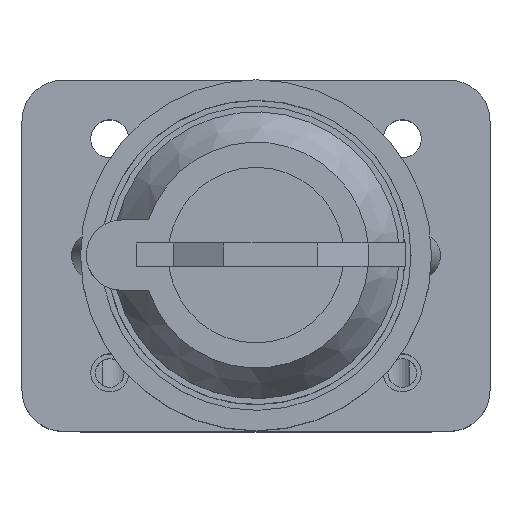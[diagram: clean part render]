
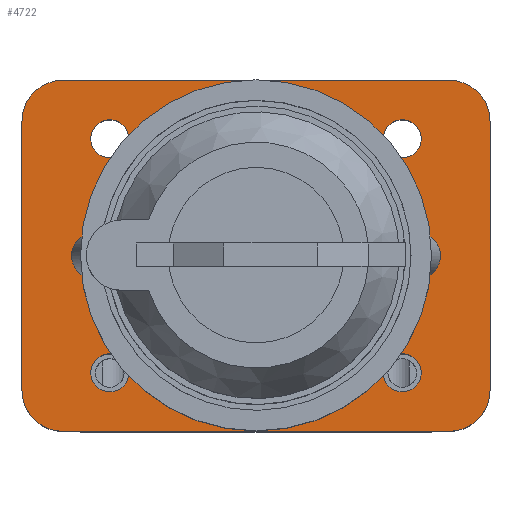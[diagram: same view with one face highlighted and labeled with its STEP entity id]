
A CAD part, top view. The second image highlights one B-rep face of the part: STEP entity #4722.
In plain terms, the highlighted planar face has unit normal (0, 0, 1).
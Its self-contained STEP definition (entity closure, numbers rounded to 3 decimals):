
#406=LINE('',#6492,#826);
#412=LINE('',#6512,#832);
#415=LINE('',#6520,#835);
#417=LINE('',#6526,#837);
#826=VECTOR('',#5392,33.);
#832=VECTOR('',#5412,23.);
#835=VECTOR('',#5421,33.);
#837=VECTOR('',#5429,23.);
#1249=PLANE('',#5024);
#1430=FACE_BOUND('',#1804,.T.);
#1431=FACE_BOUND('',#1805,.T.);
#1432=FACE_BOUND('',#1806,.T.);
#1433=FACE_BOUND('',#1807,.T.);
#1434=FACE_BOUND('',#1808,.T.);
#1435=FACE_BOUND('',#1809,.T.);
#1436=FACE_BOUND('',#1810,.T.);
#1437=FACE_BOUND('',#1811,.T.);
#1520=ELLIPSE('',#4982,2.071,2.);
#1521=ELLIPSE('',#4988,2.071,2.);
#1804=EDGE_LOOP('',(#3412));
#1805=EDGE_LOOP('',(#3413));
#1806=EDGE_LOOP('',(#3414));
#1807=EDGE_LOOP('',(#3415));
#1808=EDGE_LOOP('',(#3416));
#1809=EDGE_LOOP('',(#3417));
#1810=EDGE_LOOP('',(#3418));
#1811=EDGE_LOOP('',(#3419,#3420,#3421,#3422,#3423,#3424,#3425,#3426));
#2128=CIRCLE('',#4994,1.625);
#2130=CIRCLE('',#4997,1.625);
#2132=CIRCLE('',#5000,1.625);
#2134=CIRCLE('',#5003,1.625);
#2136=CIRCLE('',#5006,11.25);
#2137=CIRCLE('',#5008,3.5);
#2142=CIRCLE('',#5016,3.5);
#2143=CIRCLE('',#5019,3.5);
#2144=CIRCLE('',#5022,3.5);
#2241=VERTEX_POINT('',#6438);
#2244=VERTEX_POINT('',#6447);
#2247=VERTEX_POINT('',#6456);
#2249=VERTEX_POINT('',#6461);
#2251=VERTEX_POINT('',#6466);
#2253=VERTEX_POINT('',#6471);
#2255=VERTEX_POINT('',#6476);
#2256=VERTEX_POINT('',#6479);
#2257=VERTEX_POINT('',#6480);
#2261=VERTEX_POINT('',#6490);
#2267=VERTEX_POINT('',#6506);
#2268=VERTEX_POINT('',#6510);
#2269=VERTEX_POINT('',#6514);
#2270=VERTEX_POINT('',#6518);
#2271=VERTEX_POINT('',#6522);
#2693=EDGE_CURVE('',#2241,#2241,#1520,.T.);
#2696=EDGE_CURVE('',#2244,#2244,#1521,.T.);
#2699=EDGE_CURVE('',#2247,#2247,#2128,.T.);
#2701=EDGE_CURVE('',#2249,#2249,#2130,.T.);
#2703=EDGE_CURVE('',#2251,#2251,#2132,.T.);
#2705=EDGE_CURVE('',#2253,#2253,#2134,.T.);
#2707=EDGE_CURVE('',#2255,#2255,#2136,.T.);
#2708=EDGE_CURVE('',#2256,#2257,#2137,.T.);
#2714=EDGE_CURVE('',#2261,#2256,#406,.T.);
#2721=EDGE_CURVE('',#2267,#2261,#2142,.T.);
#2724=EDGE_CURVE('',#2268,#2267,#412,.T.);
#2725=EDGE_CURVE('',#2269,#2268,#2143,.T.);
#2728=EDGE_CURVE('',#2270,#2269,#415,.T.);
#2729=EDGE_CURVE('',#2271,#2270,#2144,.T.);
#2731=EDGE_CURVE('',#2257,#2271,#417,.T.);
#3412=ORIENTED_EDGE('',*,*,#2693,.T.);
#3413=ORIENTED_EDGE('',*,*,#2696,.T.);
#3414=ORIENTED_EDGE('',*,*,#2699,.T.);
#3415=ORIENTED_EDGE('',*,*,#2701,.T.);
#3416=ORIENTED_EDGE('',*,*,#2703,.T.);
#3417=ORIENTED_EDGE('',*,*,#2705,.T.);
#3418=ORIENTED_EDGE('',*,*,#2707,.T.);
#3419=ORIENTED_EDGE('',*,*,#2708,.F.);
#3420=ORIENTED_EDGE('',*,*,#2714,.F.);
#3421=ORIENTED_EDGE('',*,*,#2721,.F.);
#3422=ORIENTED_EDGE('',*,*,#2724,.F.);
#3423=ORIENTED_EDGE('',*,*,#2725,.F.);
#3424=ORIENTED_EDGE('',*,*,#2728,.F.);
#3425=ORIENTED_EDGE('',*,*,#2729,.F.);
#3426=ORIENTED_EDGE('',*,*,#2731,.F.);
#4722=ADVANCED_FACE('',(#1430,#1431,#1432,#1433,#1434,#1435,#1436,#1437),
#1249,.T.);
#4982=AXIS2_PLACEMENT_3D('',#6439,#5330,#5331);
#4988=AXIS2_PLACEMENT_3D('',#6448,#5342,#5343);
#4994=AXIS2_PLACEMENT_3D('',#6457,#5354,#5355);
#4997=AXIS2_PLACEMENT_3D('',#6462,#5360,#5361);
#5000=AXIS2_PLACEMENT_3D('',#6467,#5366,#5367);
#5003=AXIS2_PLACEMENT_3D('',#6472,#5372,#5373);
#5006=AXIS2_PLACEMENT_3D('',#6477,#5378,#5379);
#5008=AXIS2_PLACEMENT_3D('',#6481,#5382,#5383);
#5016=AXIS2_PLACEMENT_3D('',#6507,#5406,#5407);
#5019=AXIS2_PLACEMENT_3D('',#6515,#5415,#5416);
#5022=AXIS2_PLACEMENT_3D('',#6523,#5424,#5425);
#5024=AXIS2_PLACEMENT_3D('',#6527,#5430,#5431);
#5330=DIRECTION('center_axis',(0.,0.,-1.));
#5331=DIRECTION('ref_axis',(-1.,0.,0.));
#5342=DIRECTION('center_axis',(0.,0.,-1.));
#5343=DIRECTION('ref_axis',(1.,0.,0.));
#5354=DIRECTION('center_axis',(0.,0.,-1.));
#5355=DIRECTION('ref_axis',(1.,0.,0.));
#5360=DIRECTION('center_axis',(0.,0.,-1.));
#5361=DIRECTION('ref_axis',(1.,0.,0.));
#5366=DIRECTION('center_axis',(0.,0.,-1.));
#5367=DIRECTION('ref_axis',(1.,0.,0.));
#5372=DIRECTION('center_axis',(0.,0.,-1.));
#5373=DIRECTION('ref_axis',(1.,0.,0.));
#5378=DIRECTION('center_axis',(0.,0.,-1.));
#5379=DIRECTION('ref_axis',(-1.,0.,0.));
#5382=DIRECTION('center_axis',(0.,0.,-1.));
#5383=DIRECTION('ref_axis',(-0.707,-0.707,0.));
#5392=DIRECTION('',(-1.,0.,0.));
#5406=DIRECTION('center_axis',(0.,0.,-1.));
#5407=DIRECTION('ref_axis',(0.707,-0.707,0.));
#5412=DIRECTION('',(0.,-1.,0.));
#5415=DIRECTION('center_axis',(0.,0.,-1.));
#5416=DIRECTION('ref_axis',(0.707,0.707,0.));
#5421=DIRECTION('',(1.,0.,0.));
#5424=DIRECTION('center_axis',(0.,0.,-1.));
#5425=DIRECTION('ref_axis',(-0.707,0.707,0.));
#5429=DIRECTION('',(0.,1.,0.));
#5430=DIRECTION('center_axis',(0.,0.,1.));
#5431=DIRECTION('ref_axis',(1.,0.,0.));
#6438=CARTESIAN_POINT('',(-11.629,0.,11.5));
#6439=CARTESIAN_POINT('Origin',(-13.7,0.,11.5));
#6447=CARTESIAN_POINT('',(11.629,0.,11.5));
#6448=CARTESIAN_POINT('Origin',(13.7,0.,11.5));
#6456=CARTESIAN_POINT('',(14.125,-10.,11.5));
#6457=CARTESIAN_POINT('Origin',(12.5,-10.,11.5));
#6461=CARTESIAN_POINT('',(-10.875,10.,11.5));
#6462=CARTESIAN_POINT('Origin',(-12.5,10.,11.5));
#6466=CARTESIAN_POINT('',(-10.875,-10.,11.5));
#6467=CARTESIAN_POINT('Origin',(-12.5,-10.,11.5));
#6471=CARTESIAN_POINT('',(14.125,10.,11.5));
#6472=CARTESIAN_POINT('Origin',(12.5,10.,11.5));
#6476=CARTESIAN_POINT('',(11.25,0.,11.5));
#6477=CARTESIAN_POINT('Origin',(0.,0.,11.5));
#6479=CARTESIAN_POINT('',(-16.5,-15.,11.5));
#6480=CARTESIAN_POINT('',(-20.,-11.5,11.5));
#6481=CARTESIAN_POINT('Origin',(-16.5,-11.5,11.5));
#6490=CARTESIAN_POINT('',(16.5,-15.,11.5));
#6492=CARTESIAN_POINT('',(20.,-15.,11.5));
#6506=CARTESIAN_POINT('',(20.,-11.5,11.5));
#6507=CARTESIAN_POINT('Origin',(16.5,-11.5,11.5));
#6510=CARTESIAN_POINT('',(20.,11.5,11.5));
#6512=CARTESIAN_POINT('',(20.,15.,11.5));
#6514=CARTESIAN_POINT('',(16.5,15.,11.5));
#6515=CARTESIAN_POINT('Origin',(16.5,11.5,11.5));
#6518=CARTESIAN_POINT('',(-16.5,15.,11.5));
#6520=CARTESIAN_POINT('',(-20.,15.,11.5));
#6522=CARTESIAN_POINT('',(-20.,11.5,11.5));
#6523=CARTESIAN_POINT('Origin',(-16.5,11.5,11.5));
#6526=CARTESIAN_POINT('',(-20.,-15.,11.5));
#6527=CARTESIAN_POINT('Origin',(0.,0.,
11.5));
